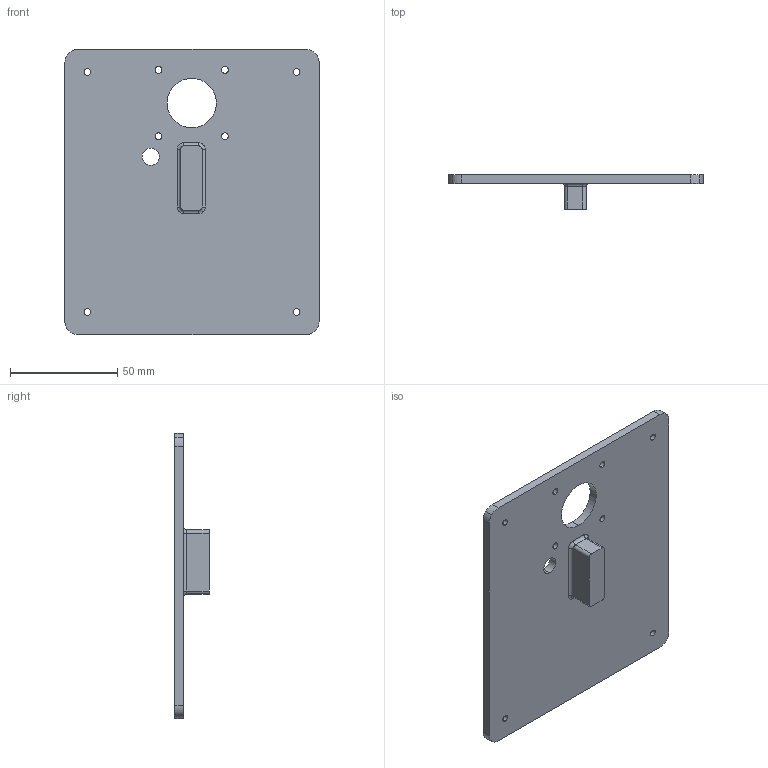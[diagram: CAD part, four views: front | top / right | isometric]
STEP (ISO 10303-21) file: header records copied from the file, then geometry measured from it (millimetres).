
FILE_DESCRIPTION (( 'STEP AP214' ), '1' );
FILE_NAME ('Bottom.STEP', '2024-05-11T12:33:58', ( '' ), ( '' ), 'SwSTEP 2.0', 'SolidWorks 2020', '' );
FILE_SCHEMA (( 'AUTOMOTIVE_DESIGN' ));
Length unit declared in the file: millimetre
Products named in the file (1): Bottom
Bounding box: 118.6 x 16 x 133 mm (x, y, z)
Volume: 64482.3 mm3; surface area: 33986.6 mm2
Topology: 1 solids, 1 shells, 51 faces, 136 edges, 88 vertices
Faces by surface type: cylinder 28, plane 11, bspline 8, torus 4
Entity records: 1704 total; most frequent: CARTESIAN_POINT 380, ORIENTED_EDGE 272, DIRECTION 268, EDGE_CURVE 136, AXIS2_PLACEMENT_3D 104, VERTEX_POINT 88, EDGE_LOOP 72, CIRCLE 60
